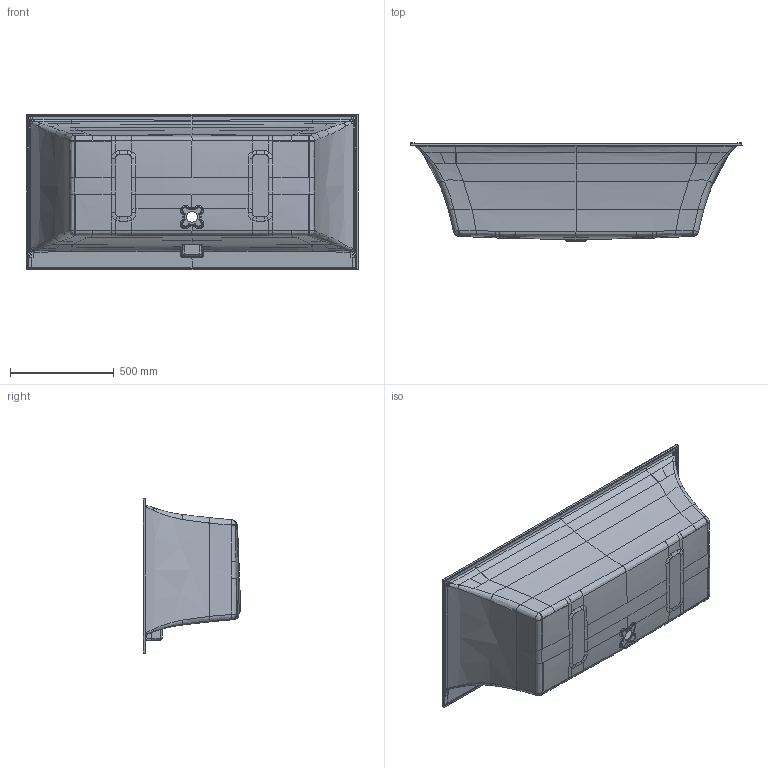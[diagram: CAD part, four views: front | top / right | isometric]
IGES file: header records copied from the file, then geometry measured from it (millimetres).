
Start section:  PTC IGES file: v3p1208-002.igs
Global section: file name: v3p1208-002.igs; native system: Creo Parametric by Parametric Technology Corporation; preprocessor: 2012480; author: radixh; organization: Unknown; date: 20130313.105900; units: millimetre
Bounding box: 1600 x 471.5 x 750 mm (x, y, z)
Volume: 24146262.5 mm3; surface area: 4944720.5 mm2
Topology: 1 solids, 1 shells, 658 faces, 1530 edges, 884 vertices
Faces by surface type: bspline 593, revolution 61, extrusion 4
